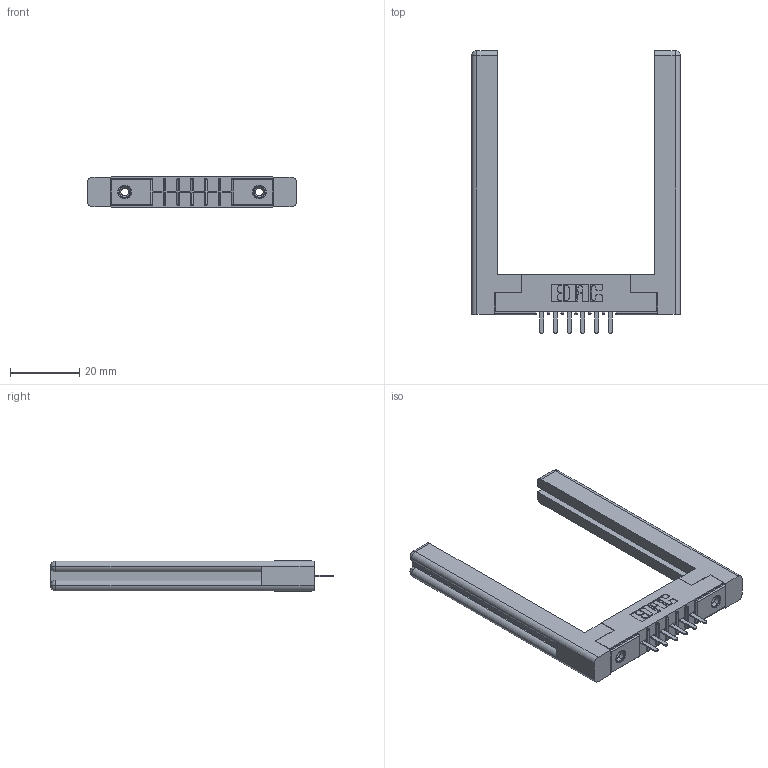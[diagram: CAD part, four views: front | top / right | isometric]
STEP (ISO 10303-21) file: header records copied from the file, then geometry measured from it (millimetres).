
FILE_DESCRIPTION (( 'STEP AP203' ), '1' );
FILE_NAME ('356-006-520-158.STEP', '2018-07-31T06:15:04', ( '' ), ( '' ), 'SwSTEP 2.0', 'SolidWorks 2016', '' );
FILE_SCHEMA (( 'CONFIG_CONTROL_DESIGN' ));
Length unit declared in the file: inch
Products named in the file (5): 307-220-058; 356-006-520-158; 306 Part_.156 Dia; 306-290-001_120; 345-250-001_345-250-001-102
Assembly tree (11 placements, depth 2):
  356-006-520-158
    306 Part_.156 Dia
    306-290-001_120  x6
    345-250-001_345-250-001-102  x2
    307-220-058  x2
Bounding box: 60.4 x 81.76 x 8.71 mm (x, y, z)
Volume: 11703.3 mm3; surface area: 10795.3 mm2
Topology: 11 solids, 11 shells, 678 faces, 1852 edges, 1188 vertices
Faces by surface type: plane 434, cylinder 196, sphere 24, cone 12, torus 12
Entity records: 12848 total; most frequent: CARTESIAN_POINT 2160, DIRECTION 2089, ORIENTED_EDGE 2078, EDGE_CURVE 1039, LINE 787, VECTOR 787, VERTEX_POINT 668, AXIS2_PLACEMENT_3D 651
